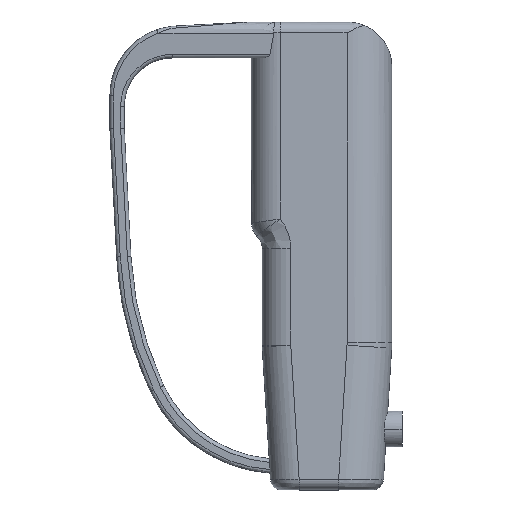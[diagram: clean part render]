
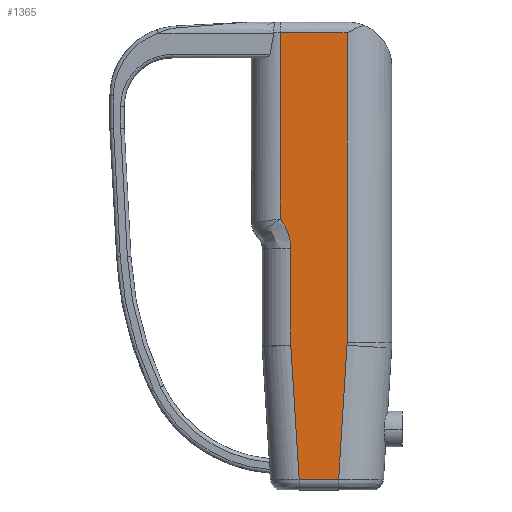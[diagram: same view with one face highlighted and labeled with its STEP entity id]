
A CAD part, top view. The second image highlights one B-rep face of the part: STEP entity #1365.
In plain terms, the highlighted planar face has unit normal (0, 0, 1).
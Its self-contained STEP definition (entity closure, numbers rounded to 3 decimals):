
#3 = CARTESIAN_POINT ( 'NONE',  ( -78.927, 594.512, 13.1 ) ) ;
#65 = B_SPLINE_CURVE_WITH_KNOTS ( 'NONE', 3,
 ( #4093, #489, #554, #2524 ),
 .UNSPECIFIED., .F., .F.,
 ( 4, 4 ),
 ( -0.024, -0.005 ),
 .UNSPECIFIED. ) ;
#96 = DIRECTION ( 'NONE',  ( 0., 1., 0. ) ) ;
#180 = VECTOR ( 'NONE', #3350, 1000. ) ;
#186 = CARTESIAN_POINT ( 'NONE',  ( -89.953, 594.512, 13.1 ) ) ;
#288 = VECTOR ( 'NONE', #1548, 1000. ) ;
#433 = PLANE ( 'NONE',  #3642 ) ;
#460 = CARTESIAN_POINT ( 'NONE',  ( -92.28, 631.93, 13.1 ) ) ;
#489 = CARTESIAN_POINT ( 'NONE',  ( -82.812, 719.112, 13.1 ) ) ;
#554 = CARTESIAN_POINT ( 'NONE',  ( -89.044, 719.112, 13.1 ) ) ;
#823 = ORIENTED_EDGE ( 'NONE', *, *, #3575, .F. ) ;
#985 = CARTESIAN_POINT ( 'NONE',  ( -89.08, 632.644, 13.1 ) ) ;
#989 = CIRCLE ( 'NONE', #4623, 12.5 ) ;
#991 = ORIENTED_EDGE ( 'NONE', *, *, #3848, .T. ) ;
#1072 = EDGE_CURVE ( 'NONE', #3214, #2916, #1341, .T. ) ;
#1248 = VERTEX_POINT ( 'NONE', #4349 ) ;
#1341 = LINE ( 'NONE', #3746, #180 ) ;
#1365 = ADVANCED_FACE ( 'NONE', ( #4761 ), #433, .F. ) ;
#1411 = LINE ( 'NONE', #4629, #3664 ) ;
#1438 = LINE ( 'NONE', #1527, #288 ) ;
#1472 = DIRECTION ( 'NONE',  ( 0.062, -0.998, 0. ) ) ;
#1527 = CARTESIAN_POINT ( 'NONE',  ( -76.58, 722.112, 13.1 ) ) ;
#1548 = DIRECTION ( 'NONE',  ( 0., 1., 0. ) ) ;
#1588 = ORIENTED_EDGE ( 'NONE', *, *, #4209, .T. ) ;
#1633 = VECTOR ( 'NONE', #3166, 1000. ) ;
#1738 = LINE ( 'NONE', #2275, #4672 ) ;
#1860 = ORIENTED_EDGE ( 'NONE', *, *, #3194, .T. ) ;
#2050 = DIRECTION ( 'NONE',  ( -1., 0., 0. ) ) ;
#2074 = ORIENTED_EDGE ( 'NONE', *, *, #4154, .F. ) ;
#2075 = CARTESIAN_POINT ( 'NONE',  ( -95.25, 667.11, 13.1 ) ) ;
#2167 = ORIENTED_EDGE ( 'NONE', *, *, #1072, .F. ) ;
#2275 = CARTESIAN_POINT ( 'NONE',  ( -89.797, 592.009, 13.1 ) ) ;
#2279 = CARTESIAN_POINT ( 'NONE',  ( -95.276, 719.112, 13.1 ) ) ;
#2321 = CARTESIAN_POINT ( 'NONE',  ( -76.58, 719.112, 13.1 ) ) ;
#2413 = CARTESIAN_POINT ( 'NONE',  ( -76.604, 631.868, 13.1 ) ) ;
#2488 = CARTESIAN_POINT ( 'NONE',  ( -95.25, 667.11, 13.1 ) ) ;
#2524 = CARTESIAN_POINT ( 'NONE',  ( -95.276, 719.112, 13.1 ) ) ;
#2603 = EDGE_CURVE ( 'NONE', #1248, #4966, #1438, .T. ) ;
#2630 = CARTESIAN_POINT ( 'NONE',  ( -92.28, 658.839, 13.1 ) ) ;
#2697 = LINE ( 'NONE', #4797, #3500 ) ;
#2839 = DIRECTION ( 'NONE',  ( 0., 0., -1. ) ) ;
#2908 = ORIENTED_EDGE ( 'NONE', *, *, #3043, .T. ) ;
#2916 = VERTEX_POINT ( 'NONE', #2279 ) ;
#3043 = EDGE_CURVE ( 'NONE', #5058, #5128, #5115, .T. ) ;
#3100 = VERTEX_POINT ( 'NONE', #460 ) ;
#3166 = DIRECTION ( 'NONE',  ( 0.062, 0.998, 0. ) ) ;
#3194 = EDGE_CURVE ( 'NONE', #4966, #2916, #65, .T. ) ;
#3214 = VERTEX_POINT ( 'NONE', #2488 ) ;
#3237 = CARTESIAN_POINT ( 'NONE',  ( -100.28, 722.112, 13.1 ) ) ;
#3350 = DIRECTION ( 'NONE',  ( -0.001, 1., 0. ) ) ;
#3356 = ORIENTED_EDGE ( 'NONE', *, *, #4526, .T. ) ;
#3500 = VECTOR ( 'NONE', #96, 1000. ) ;
#3575 = EDGE_CURVE ( 'NONE', #3100, #4452, #2697, .T. ) ;
#3642 = AXIS2_PLACEMENT_3D ( 'NONE', #3237, #2839, #2050 ) ;
#3664 = VECTOR ( 'NONE', #4574, 1000. ) ;
#3730 = VERTEX_POINT ( 'NONE', #186 ) ;
#3746 = CARTESIAN_POINT ( 'NONE',  ( -95.248, 663.412, 13.1 ) ) ;
#3773 = DIRECTION ( 'NONE',  ( 0., 0., 1. ) ) ;
#3848 = EDGE_CURVE ( 'NONE', #3730, #5058, #1411, .T. ) ;
#3999 =( BOUNDED_CURVE ( )  B_SPLINE_CURVE ( 3, ( #4908, #4105, #4477, #2075 ),
 .UNSPECIFIED., .F., .F. ) 
 B_SPLINE_CURVE_WITH_KNOTS ( ( 4, 4 ),
 ( 0., 1. ),
 .UNSPECIFIED. ) 
 CURVE ( )  GEOMETRIC_REPRESENTATION_ITEM ( )  RATIONAL_B_SPLINE_CURVE ( ( 1., 0.961, 0.961, 1. ) ) 
 REPRESENTATION_ITEM ( '' )  );
#4093 = CARTESIAN_POINT ( 'NONE',  ( -76.58, 719.112, 13.1 ) ) ;
#4105 = CARTESIAN_POINT ( 'NONE',  ( -92.28, 661.888, 13.1 ) ) ;
#4141 = ORIENTED_EDGE ( 'NONE', *, *, #2603, .T. ) ;
#4154 = EDGE_CURVE ( 'NONE', #4452, #3214, #3999, .T. ) ;
#4182 = DIRECTION ( 'NONE',  ( -1., 0., 0. ) ) ;
#4209 = EDGE_CURVE ( 'NONE', #5128, #1248, #989, .T. ) ;
#4349 = CARTESIAN_POINT ( 'NONE',  ( -76.58, 632.644, 13.1 ) ) ;
#4452 = VERTEX_POINT ( 'NONE', #2630 ) ;
#4477 = CARTESIAN_POINT ( 'NONE',  ( -93.31, 664.757, 13.1 ) ) ;
#4526 = EDGE_CURVE ( 'NONE', #3100, #3730, #1738, .T. ) ;
#4574 = DIRECTION ( 'NONE',  ( 1., 0., 0. ) ) ;
#4623 = AXIS2_PLACEMENT_3D ( 'NONE', #985, #3773, #4182 ) ;
#4629 = CARTESIAN_POINT ( 'NONE',  ( -79.113, 594.512, 13.1 ) ) ;
#4672 = VECTOR ( 'NONE', #1472, 1000. ) ;
#4728 = CARTESIAN_POINT ( 'NONE',  ( -71.104, 720.298, 13.1 ) ) ;
#4761 = FACE_OUTER_BOUND ( 'NONE', #4812, .T. ) ;
#4797 = CARTESIAN_POINT ( 'NONE',  ( -92.28, 631.681, 13.1 ) ) ;
#4812 = EDGE_LOOP ( 'NONE', ( #3356, #991, #2908, #1588, #4141, #1860, #2167, #2074, #823 ) ) ;
#4908 = CARTESIAN_POINT ( 'NONE',  ( -92.28, 658.839, 13.1 ) ) ;
#4966 = VERTEX_POINT ( 'NONE', #2321 ) ;
#5058 = VERTEX_POINT ( 'NONE', #3 ) ;
#5115 = LINE ( 'NONE', #4728, #1633 ) ;
#5128 = VERTEX_POINT ( 'NONE', #2413 ) ;
